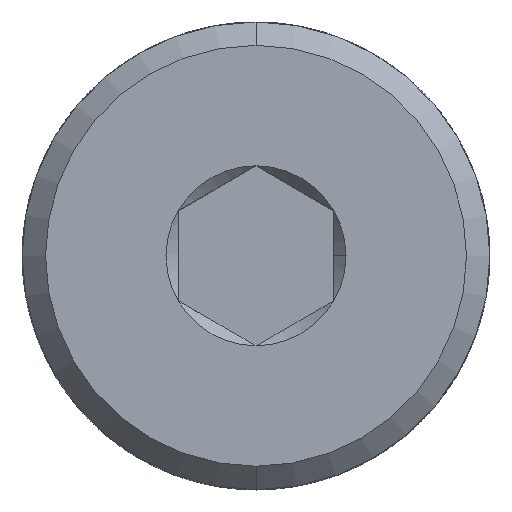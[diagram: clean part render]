
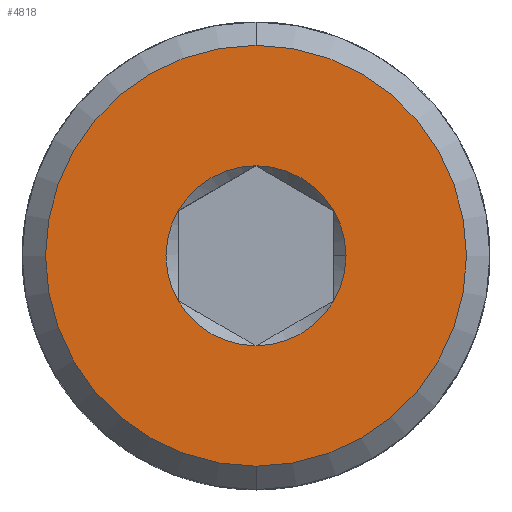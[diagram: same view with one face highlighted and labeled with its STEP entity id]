
A CAD part, top view. The second image highlights one B-rep face of the part: STEP entity #4818.
In plain terms, the highlighted planar face has unit normal (0, 0, 1).
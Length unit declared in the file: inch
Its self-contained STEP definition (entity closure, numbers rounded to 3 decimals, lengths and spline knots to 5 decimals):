
#18 = DIRECTION ( 'NONE',  ( 0., -1., 0. ) ) ;
#62 = DIRECTION ( 'NONE',  ( 0., 0., 1. ) ) ;
#212 = ORIENTED_EDGE ( 'NONE', *, *, #7288, .F. ) ;
#939 = CARTESIAN_POINT ( 'NONE',  ( 0., 0.07217, 0.78125 ) ) ;
#1032 = VERTEX_POINT ( 'NONE', #12685 ) ;
#1042 = EDGE_CURVE ( 'NONE', #1108, #1032, #5684, .T. ) ;
#1108 = VERTEX_POINT ( 'NONE', #7652 ) ;
#1148 = ORIENTED_EDGE ( 'NONE', *, *, #1042, .F. ) ;
#1172 = AXIS2_PLACEMENT_3D ( 'NONE', #6664, #1361, #13228 ) ;
#1187 = DIRECTION ( 'NONE',  ( 1., 0., 0. ) ) ;
#1361 = DIRECTION ( 'NONE',  ( 0., 0., 1. ) ) ;
#1486 = VERTEX_POINT ( 'NONE', #4829 ) ;
#1627 = AXIS2_PLACEMENT_3D ( 'NONE', #12128, #13208, #8972 ) ;
#1814 = DIRECTION ( 'NONE',  ( 1., 0., 0. ) ) ;
#1900 = CIRCLE ( 'NONE', #1172, 0.16875 ) ;
#1981 = CARTESIAN_POINT ( 'NONE',  ( 0., 0., 0.78125 ) ) ;
#2188 = EDGE_CURVE ( 'NONE', #11024, #13521, #1900, .T. ) ;
#2879 = DIRECTION ( 'NONE',  ( 0., 0., 1. ) ) ;
#3077 = ORIENTED_EDGE ( 'NONE', *, *, #6249, .F. ) ;
#3317 = DIRECTION ( 'NONE',  ( 0., 0., -1. ) ) ;
#3850 = EDGE_CURVE ( 'NONE', #1486, #10255, #9361, .T. ) ;
#4036 = DIRECTION ( 'NONE',  ( 0., 0., 1. ) ) ;
#4062 = EDGE_LOOP ( 'NONE', ( #3077, #13013, #212, #11427, #11834, #1148, #4931 ) ) ;
#4203 = AXIS2_PLACEMENT_3D ( 'NONE', #12960, #62, #12003 ) ;
#4560 = VERTEX_POINT ( 'NONE', #5268 ) ;
#4755 = FACE_OUTER_BOUND ( 'NONE', #8941, .T. ) ;
#4818 = ADVANCED_FACE ( 'NONE', ( #7907, #4755 ), #13771, .F. ) ;
#4829 = CARTESIAN_POINT ( 'NONE',  ( 0.0625, 0.03608, 0.78125 ) ) ;
#4931 = ORIENTED_EDGE ( 'NONE', *, *, #12606, .F. ) ;
#5058 = EDGE_CURVE ( 'NONE', #1032, #4560, #6070, .T. ) ;
#5268 = CARTESIAN_POINT ( 'NONE',  ( 0.0625, -0.03608, 0.78125 ) ) ;
#5486 = CIRCLE ( 'NONE', #13546, 0.07217 ) ;
#5517 = CARTESIAN_POINT ( 'NONE',  ( 0., 0., 0.78125 ) ) ;
#5675 = CARTESIAN_POINT ( 'NONE',  ( 0., 0.16875, 0.78125 ) ) ;
#5684 = CIRCLE ( 'NONE', #4203, 0.07217 ) ;
#6070 = CIRCLE ( 'NONE', #1627, 0.07217 ) ;
#6173 = DIRECTION ( 'NONE',  ( 1., 0., 0. ) ) ;
#6249 = EDGE_CURVE ( 'NONE', #10255, #8566, #10696, .T. ) ;
#6446 = CIRCLE ( 'NONE', #10993, 0.07217 ) ;
#6664 = CARTESIAN_POINT ( 'NONE',  ( 0., 0., 0.78125 ) ) ;
#6894 = ORIENTED_EDGE ( 'NONE', *, *, #12655, .T. ) ;
#7002 = AXIS2_PLACEMENT_3D ( 'NONE', #9625, #9802, #1187 ) ;
#7288 = EDGE_CURVE ( 'NONE', #9169, #1486, #5486, .T. ) ;
#7496 = ORIENTED_EDGE ( 'NONE', *, *, #2188, .T. ) ;
#7527 = DIRECTION ( 'NONE',  ( 0., 1., 0. ) ) ;
#7621 = CARTESIAN_POINT ( 'NONE',  ( 0.07217, 0., 0.78125 ) ) ;
#7652 = CARTESIAN_POINT ( 'NONE',  ( -0.0625, -0.03608, 0.78125 ) ) ;
#7907 = FACE_BOUND ( 'NONE', #4062, .T. ) ;
#8280 = CIRCLE ( 'NONE', #9147, 0.16875 ) ;
#8544 = CARTESIAN_POINT ( 'NONE',  ( 0., 0., 0.78125 ) ) ;
#8566 = VERTEX_POINT ( 'NONE', #10136 ) ;
#8643 = DIRECTION ( 'NONE',  ( 1., 0., 0. ) ) ;
#8941 = EDGE_LOOP ( 'NONE', ( #7496, #6894 ) ) ;
#8972 = DIRECTION ( 'NONE',  ( 1., 0., 0. ) ) ;
#9147 = AXIS2_PLACEMENT_3D ( 'NONE', #5517, #12966, #18 ) ;
#9169 = VERTEX_POINT ( 'NONE', #7621 ) ;
#9361 = CIRCLE ( 'NONE', #11734, 0.07217 ) ;
#9625 = CARTESIAN_POINT ( 'NONE',  ( 0., 0., 0.78125 ) ) ;
#9802 = DIRECTION ( 'NONE',  ( 0., 0., 1. ) ) ;
#10136 = CARTESIAN_POINT ( 'NONE',  ( -0.0625, 0.03608, 0.78125 ) ) ;
#10166 = CARTESIAN_POINT ( 'NONE',  ( 0., -0.16875, 0.78125 ) ) ;
#10204 = DIRECTION ( 'NONE',  ( 0., 0., 1. ) ) ;
#10255 = VERTEX_POINT ( 'NONE', #939 ) ;
#10340 = DIRECTION ( 'NONE',  ( 1., 0., 0. ) ) ;
#10671 = DIRECTION ( 'NONE',  ( 0., 0., 1. ) ) ;
#10696 = CIRCLE ( 'NONE', #13701, 0.07217 ) ;
#10991 = AXIS2_PLACEMENT_3D ( 'NONE', #12831, #3317, #7527 ) ;
#10993 = AXIS2_PLACEMENT_3D ( 'NONE', #1981, #2879, #1814 ) ;
#11024 = VERTEX_POINT ( 'NONE', #5675 ) ;
#11157 = CIRCLE ( 'NONE', #7002, 0.07217 ) ;
#11349 = CARTESIAN_POINT ( 'NONE',  ( 0., 0., 0.78125 ) ) ;
#11427 = ORIENTED_EDGE ( 'NONE', *, *, #13113, .F. ) ;
#11580 = CARTESIAN_POINT ( 'NONE',  ( 0., 0., 0.78125 ) ) ;
#11734 = AXIS2_PLACEMENT_3D ( 'NONE', #11349, #10204, #10340 ) ;
#11834 = ORIENTED_EDGE ( 'NONE', *, *, #5058, .F. ) ;
#12003 = DIRECTION ( 'NONE',  ( 1., 0., 0. ) ) ;
#12128 = CARTESIAN_POINT ( 'NONE',  ( 0., 0., 0.78125 ) ) ;
#12606 = EDGE_CURVE ( 'NONE', #8566, #1108, #11157, .T. ) ;
#12655 = EDGE_CURVE ( 'NONE', #13521, #11024, #8280, .T. ) ;
#12685 = CARTESIAN_POINT ( 'NONE',  ( 0., -0.07217, 0.78125 ) ) ;
#12831 = CARTESIAN_POINT ( 'NONE',  ( 0., 0., 0.78125 ) ) ;
#12960 = CARTESIAN_POINT ( 'NONE',  ( 0., 0., 0.78125 ) ) ;
#12966 = DIRECTION ( 'NONE',  ( 0., 0., 1. ) ) ;
#13013 = ORIENTED_EDGE ( 'NONE', *, *, #3850, .F. ) ;
#13113 = EDGE_CURVE ( 'NONE', #4560, #9169, #6446, .T. ) ;
#13208 = DIRECTION ( 'NONE',  ( 0., 0., 1. ) ) ;
#13228 = DIRECTION ( 'NONE',  ( 0., -1., 0. ) ) ;
#13521 = VERTEX_POINT ( 'NONE', #10166 ) ;
#13546 = AXIS2_PLACEMENT_3D ( 'NONE', #11580, #4036, #6173 ) ;
#13701 = AXIS2_PLACEMENT_3D ( 'NONE', #8544, #10671, #8643 ) ;
#13771 = PLANE ( 'NONE',  #10991 ) ;
